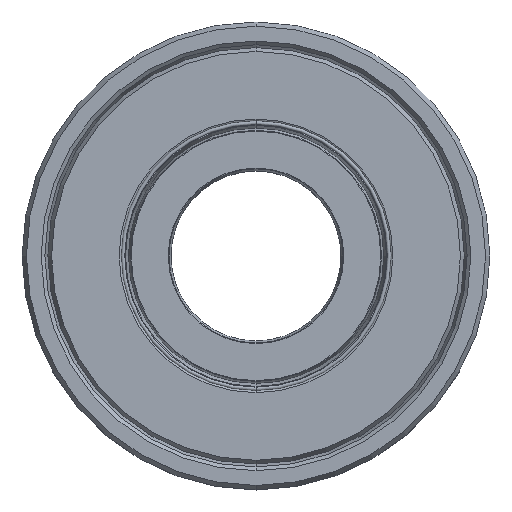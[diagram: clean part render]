
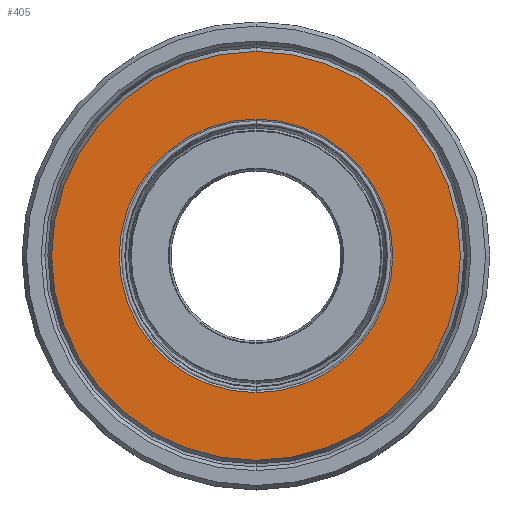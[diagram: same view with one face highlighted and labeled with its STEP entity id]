
A CAD part, top view. The second image highlights one B-rep face of the part: STEP entity #405.
In plain terms, the highlighted planar face has unit normal (0, 0, 1).
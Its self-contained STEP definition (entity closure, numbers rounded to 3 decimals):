
#15 = DIRECTION ( 'NONE',  ( 0., 0., 1. ) ) ;
#21 = VERTEX_POINT ( 'NONE', #2037 ) ;
#22 = AXIS2_PLACEMENT_3D ( 'NONE', #1485, #276, #254 ) ;
#115 = CARTESIAN_POINT ( 'NONE',  ( 0., 9.615, 3.325 ) ) ;
#199 = ORIENTED_EDGE ( 'NONE', *, *, #2109, .F. ) ;
#254 = DIRECTION ( 'NONE',  ( 0., -1., 0. ) ) ;
#273 = EDGE_CURVE ( 'NONE', #21, #624, #1708, .T. ) ;
#276 = DIRECTION ( 'NONE',  ( 0., 0., 1. ) ) ;
#312 = ORIENTED_EDGE ( 'NONE', *, *, #273, .T. ) ;
#391 = EDGE_LOOP ( 'NONE', ( #2856, #199 ) ) ;
#405 = ADVANCED_FACE ( 'NONE', ( #2170, #1871 ), #914, .F. ) ;
#455 = DIRECTION ( 'NONE',  ( 0., 0., 1. ) ) ;
#475 = AXIS2_PLACEMENT_3D ( 'NONE', #1740, #15, #1978 ) ;
#624 = VERTEX_POINT ( 'NONE', #115 ) ;
#750 = DIRECTION ( 'NONE',  ( 0., -1., 0. ) ) ;
#914 = PLANE ( 'NONE',  #3125 ) ;
#933 = CIRCLE ( 'NONE', #475, 9.615 ) ;
#1088 = AXIS2_PLACEMENT_3D ( 'NONE', #2840, #455, #1400 ) ;
#1164 = VERTEX_POINT ( 'NONE', #1214 ) ;
#1214 = CARTESIAN_POINT ( 'NONE',  ( 0., -6.436, 3.325 ) ) ;
#1308 = CIRCLE ( 'NONE', #22, 6.436 ) ;
#1385 = CARTESIAN_POINT ( 'NONE',  ( 0., 9.615, 3.325 ) ) ;
#1400 = DIRECTION ( 'NONE',  ( 0., -1., 0. ) ) ;
#1478 = CARTESIAN_POINT ( 'NONE',  ( 0., 6.436, 3.325 ) ) ;
#1485 = CARTESIAN_POINT ( 'NONE',  ( 0., 0., 3.325 ) ) ;
#1596 = EDGE_CURVE ( 'NONE', #624, #21, #933, .T. ) ;
#1708 = CIRCLE ( 'NONE', #1088, 9.615 ) ;
#1718 = CARTESIAN_POINT ( 'NONE',  ( 0., 0., 3.325 ) ) ;
#1740 = CARTESIAN_POINT ( 'NONE',  ( 0., 0., 3.325 ) ) ;
#1842 = EDGE_LOOP ( 'NONE', ( #2946, #312 ) ) ;
#1871 = FACE_OUTER_BOUND ( 'NONE', #1842, .T. ) ;
#1899 = DIRECTION ( 'NONE',  ( 0., 0., -1. ) ) ;
#1978 = DIRECTION ( 'NONE',  ( 0., -1., 0. ) ) ;
#2037 = CARTESIAN_POINT ( 'NONE',  ( 0., -9.615, 3.325 ) ) ;
#2073 = EDGE_CURVE ( 'NONE', #1164, #2638, #2360, .T. ) ;
#2109 = EDGE_CURVE ( 'NONE', #2638, #1164, #1308, .T. ) ;
#2170 = FACE_BOUND ( 'NONE', #391, .T. ) ;
#2241 = DIRECTION ( 'NONE',  ( 0., 0., 1. ) ) ;
#2360 = CIRCLE ( 'NONE', #2760, 6.436 ) ;
#2638 = VERTEX_POINT ( 'NONE', #1478 ) ;
#2760 = AXIS2_PLACEMENT_3D ( 'NONE', #1718, #2241, #750 ) ;
#2840 = CARTESIAN_POINT ( 'NONE',  ( 0., 0., 3.325 ) ) ;
#2856 = ORIENTED_EDGE ( 'NONE', *, *, #2073, .F. ) ;
#2946 = ORIENTED_EDGE ( 'NONE', *, *, #1596, .T. ) ;
#3125 = AXIS2_PLACEMENT_3D ( 'NONE', #1385, #1899, #3135 ) ;
#3135 = DIRECTION ( 'NONE',  ( 0., 1., 0. ) ) ;
